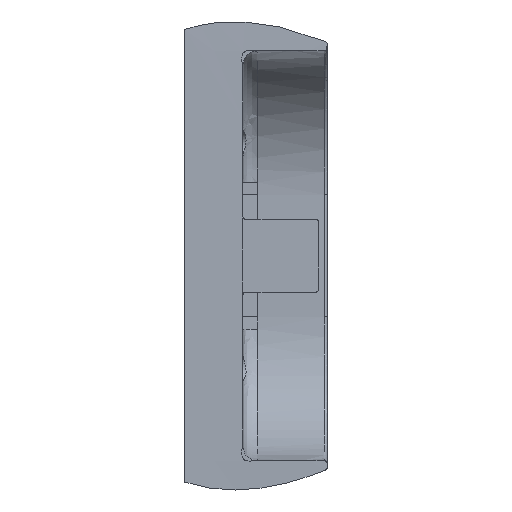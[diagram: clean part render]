
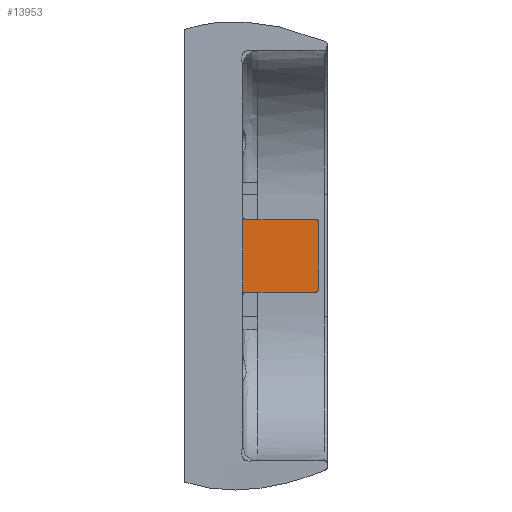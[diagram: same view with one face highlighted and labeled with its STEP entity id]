
A CAD part, front view. The second image highlights one B-rep face of the part: STEP entity #13953.
In plain terms, the highlighted planar face has unit normal (0, -1, 0).
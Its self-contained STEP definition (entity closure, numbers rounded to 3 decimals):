
#137 = ORIENTED_EDGE ( 'NONE', *, *, #5504, .T. ) ;
#192 = CARTESIAN_POINT ( 'NONE',  ( 20.008, 0., 13.373 ) ) ;
#265 = EDGE_CURVE ( 'NONE', #6387, #2679, #5251, .T. ) ;
#406 = CARTESIAN_POINT ( 'NONE',  ( 20., 0., -9.119 ) ) ;
#541 = DIRECTION ( 'NONE',  ( 0., 0., 1. ) ) ;
#625 = LINE ( 'NONE', #8420, #668 ) ;
#668 = VECTOR ( 'NONE', #13033, 1000. ) ;
#1750 = CARTESIAN_POINT ( 'NONE',  ( 20., 0., -2.357 ) ) ;
#1876 = CARTESIAN_POINT ( 'NONE',  ( 20., 0., 2.357 ) ) ;
#2026 = CIRCLE ( 'NONE', #15780, 1. ) ;
#2132 = CARTESIAN_POINT ( 'NONE',  ( 20., 0., 2.357 ) ) ;
#2246 = DIRECTION ( 'NONE',  ( 0., 0., 1. ) ) ;
#2290 = CARTESIAN_POINT ( 'NONE',  ( 21., 0., 13.5 ) ) ;
#2424 = CARTESIAN_POINT ( 'NONE',  ( 20., 0., 12.5 ) ) ;
#2488 = ORIENTED_EDGE ( 'NONE', *, *, #11464, .T. ) ;
#2514 = CARTESIAN_POINT ( 'NONE',  ( 20., 0., -2.35 ) ) ;
#2616 = CARTESIAN_POINT ( 'NONE',  ( 20.002, 0., 12.791 ) ) ;
#2679 = VERTEX_POINT ( 'NONE', #5487 ) ;
#2733 = AXIS2_PLACEMENT_3D ( 'NONE', #17440, #16578, #17811 ) ;
#3424 = DIRECTION ( 'NONE',  ( 0., 1., 0. ) ) ;
#3574 = CARTESIAN_POINT ( 'NONE',  ( 45., 0., 11.5 ) ) ;
#3636 = VERTEX_POINT ( 'NONE', #192 ) ;
#3964 = CARTESIAN_POINT ( 'NONE',  ( 20., 0., -13.167 ) ) ;
#4028 = CARTESIAN_POINT ( 'NONE',  ( 45., 0., -12.5 ) ) ;
#4159 = B_SPLINE_CURVE_WITH_KNOTS ( 'NONE', 3,
 ( #16067, #19345, #6552, #2132 ),
 .UNSPECIFIED., .F., .F.,
 ( 4, 4 ),
 ( 0., 1. ),
 .UNSPECIFIED. ) ;
#4438 = LINE ( 'NONE', #10681, #13351 ) ;
#4513 = EDGE_CURVE ( 'NONE', #15070, #3636, #15728, .T. ) ;
#4792 = DIRECTION ( 'NONE',  ( -1., 0., 0. ) ) ;
#4902 = B_SPLINE_CURVE_WITH_KNOTS ( 'NONE', 3,
 ( #18008, #19641, #3964, #14831 ),
 .UNSPECIFIED., .F., .F.,
 ( 4, 4 ),
 ( 0., 1. ),
 .UNSPECIFIED. ) ;
#5063 = DIRECTION ( 'NONE',  ( 0., 0., 1. ) ) ;
#5091 = CARTESIAN_POINT ( 'NONE',  ( 20., 0., 12.5 ) ) ;
#5219 = DIRECTION ( 'NONE',  ( 0., -1., 0. ) ) ;
#5251 = B_SPLINE_CURVE_WITH_KNOTS ( 'NONE', 3,
 ( #6700, #16229, #11396, #12944 ),
 .UNSPECIFIED., .F., .F.,
 ( 4, 4 ),
 ( 0., 1. ),
 .UNSPECIFIED. ) ;
#5446 = ORIENTED_EDGE ( 'NONE', *, *, #13188, .T. ) ;
#5487 = CARTESIAN_POINT ( 'NONE',  ( 20., 0., -2.357 ) ) ;
#5504 = EDGE_CURVE ( 'NONE', #13265, #7578, #11556, .T. ) ;
#5546 = ORIENTED_EDGE ( 'NONE', *, *, #6691, .T. ) ;
#5654 = CIRCLE ( 'NONE', #11188, 1. ) ;
#5981 = AXIS2_PLACEMENT_3D ( 'NONE', #12846, #11301, #541 ) ;
#6031 = ORIENTED_EDGE ( 'NONE', *, *, #11610, .T. ) ;
#6033 = EDGE_CURVE ( 'NONE', #16389, #10757, #17388, .T. ) ;
#6063 = CARTESIAN_POINT ( 'NONE',  ( 45., 0., -11.5 ) ) ;
#6387 = VERTEX_POINT ( 'NONE', #2514 ) ;
#6552 = CARTESIAN_POINT ( 'NONE',  ( 20., 0., 5.738 ) ) ;
#6691 = EDGE_CURVE ( 'NONE', #9463, #18444, #2026, .T. ) ;
#6700 = CARTESIAN_POINT ( 'NONE',  ( 20., 0., -2.35 ) ) ;
#7133 = AXIS2_PLACEMENT_3D ( 'NONE', #2290, #3424, #5063 ) ;
#7217 = ORIENTED_EDGE ( 'NONE', *, *, #10049, .T. ) ;
#7408 = CARTESIAN_POINT ( 'NONE',  ( 20., 0., -0.781 ) ) ;
#7578 = VERTEX_POINT ( 'NONE', #8178 ) ;
#7780 = CARTESIAN_POINT ( 'NONE',  ( 46., 0., 11.5 ) ) ;
#8009 = ORIENTED_EDGE ( 'NONE', *, *, #17154, .T. ) ;
#8178 = CARTESIAN_POINT ( 'NONE',  ( 21., 0., -12.5 ) ) ;
#8199 = CARTESIAN_POINT ( 'NONE',  ( 20., 0., -12.5 ) ) ;
#8317 = ORIENTED_EDGE ( 'NONE', *, *, #17754, .T. ) ;
#8420 = CARTESIAN_POINT ( 'NONE',  ( 46., 0., 11.5 ) ) ;
#9463 = VERTEX_POINT ( 'NONE', #4028 ) ;
#9826 = CARTESIAN_POINT ( 'NONE',  ( 20., 0., -5.738 ) ) ;
#10049 = EDGE_CURVE ( 'NONE', #7578, #9463, #4438, .T. ) ;
#10055 = EDGE_CURVE ( 'NONE', #10757, #3636, #15974, .T. ) ;
#10681 = CARTESIAN_POINT ( 'NONE',  ( 45., 0., -12.5 ) ) ;
#10722 = B_SPLINE_CURVE_WITH_KNOTS ( 'NONE', 3,
 ( #1750, #9826, #406, #8199 ),
 .UNSPECIFIED., .F., .F.,
 ( 4, 4 ),
 ( 0., 1. ),
 .UNSPECIFIED. ) ;
#10757 = VERTEX_POINT ( 'NONE', #16823 ) ;
#10789 = ORIENTED_EDGE ( 'NONE', *, *, #12311, .T. ) ;
#11089 = ORIENTED_EDGE ( 'NONE', *, *, #6033, .T. ) ;
#11188 = AXIS2_PLACEMENT_3D ( 'NONE', #3574, #5219, #2246 ) ;
#11237 = B_SPLINE_CURVE_WITH_KNOTS ( 'NONE', 3,
 ( #17881, #12025, #7408, #19716 ),
 .UNSPECIFIED., .F., .F.,
 ( 4, 4 ),
 ( 0., 1. ),
 .UNSPECIFIED. ) ;
#11278 = ORIENTED_EDGE ( 'NONE', *, *, #265, .T. ) ;
#11301 = DIRECTION ( 'NONE',  ( 0., 1., 0. ) ) ;
#11396 = CARTESIAN_POINT ( 'NONE',  ( 20., 0., -2.355 ) ) ;
#11399 = PLANE ( 'NONE',  #5981 ) ;
#11455 = VERTEX_POINT ( 'NONE', #17705 ) ;
#11464 = EDGE_CURVE ( 'NONE', #15070, #19752, #4159, .T. ) ;
#11556 = CIRCLE ( 'NONE', #2733, 1. ) ;
#11610 = EDGE_CURVE ( 'NONE', #11455, #13265, #4902, .T. ) ;
#12025 = CARTESIAN_POINT ( 'NONE',  ( 20., 0., 0.788 ) ) ;
#12073 = CARTESIAN_POINT ( 'NONE',  ( 46., 0., -11.5 ) ) ;
#12291 = DIRECTION ( 'NONE',  ( 0., 0., 1. ) ) ;
#12311 = EDGE_CURVE ( 'NONE', #19752, #6387, #11237, .T. ) ;
#12639 = FACE_OUTER_BOUND ( 'NONE', #19072, .T. ) ;
#12846 = CARTESIAN_POINT ( 'NONE',  ( 45., 0., -11.5 ) ) ;
#12944 = CARTESIAN_POINT ( 'NONE',  ( 20., 0., -2.357 ) ) ;
#13033 = DIRECTION ( 'NONE',  ( 0., 0., 1. ) ) ;
#13079 = ORIENTED_EDGE ( 'NONE', *, *, #4513, .F. ) ;
#13145 = DIRECTION ( 'NONE',  ( 1., 0., 0. ) ) ;
#13188 = EDGE_CURVE ( 'NONE', #16645, #16389, #5654, .T. ) ;
#13265 = VERTEX_POINT ( 'NONE', #16277 ) ;
#13351 = VECTOR ( 'NONE', #13145, 1000. ) ;
#13427 = CARTESIAN_POINT ( 'NONE',  ( 45., 0., 12.5 ) ) ;
#13771 = CARTESIAN_POINT ( 'NONE',  ( 20.005, 0., 13.082 ) ) ;
#13953 = ADVANCED_FACE ( 'NONE', ( #12639 ), #11399, .F. ) ;
#14831 = CARTESIAN_POINT ( 'NONE',  ( 20., 0., -13.5 ) ) ;
#15070 = VERTEX_POINT ( 'NONE', #2424 ) ;
#15303 = CARTESIAN_POINT ( 'NONE',  ( 20.008, 0., 13.373 ) ) ;
#15728 = B_SPLINE_CURVE_WITH_KNOTS ( 'NONE', 3,
 ( #16550, #2616, #13771, #15303 ),
 .UNSPECIFIED., .F., .F.,
 ( 4, 4 ),
 ( 0., 0.001 ),
 .UNSPECIFIED. ) ;
#15780 = AXIS2_PLACEMENT_3D ( 'NONE', #6063, #16912, #12291 ) ;
#15929 = ORIENTED_EDGE ( 'NONE', *, *, #10055, .T. ) ;
#15974 = CIRCLE ( 'NONE', #7133, 1. ) ;
#16067 = CARTESIAN_POINT ( 'NONE',  ( 20., 0., 12.5 ) ) ;
#16229 = CARTESIAN_POINT ( 'NONE',  ( 20., 0., -2.353 ) ) ;
#16277 = CARTESIAN_POINT ( 'NONE',  ( 20., 0., -13.5 ) ) ;
#16389 = VERTEX_POINT ( 'NONE', #13427 ) ;
#16550 = CARTESIAN_POINT ( 'NONE',  ( 20., 0., 12.5 ) ) ;
#16578 = DIRECTION ( 'NONE',  ( 0., 1., 0. ) ) ;
#16645 = VERTEX_POINT ( 'NONE', #7780 ) ;
#16784 = VECTOR ( 'NONE', #4792, 1000. ) ;
#16823 = CARTESIAN_POINT ( 'NONE',  ( 21., 0., 12.5 ) ) ;
#16912 = DIRECTION ( 'NONE',  ( 0., -1., 0. ) ) ;
#17154 = EDGE_CURVE ( 'NONE', #18444, #16645, #625, .T. ) ;
#17388 = LINE ( 'NONE', #5091, #16784 ) ;
#17440 = CARTESIAN_POINT ( 'NONE',  ( 21., 0., -13.5 ) ) ;
#17705 = CARTESIAN_POINT ( 'NONE',  ( 20., 0., -12.5 ) ) ;
#17754 = EDGE_CURVE ( 'NONE', #2679, #11455, #10722, .T. ) ;
#17811 = DIRECTION ( 'NONE',  ( 0., 0., 1. ) ) ;
#17881 = CARTESIAN_POINT ( 'NONE',  ( 20., 0., 2.357 ) ) ;
#18008 = CARTESIAN_POINT ( 'NONE',  ( 20., 0., -12.5 ) ) ;
#18444 = VERTEX_POINT ( 'NONE', #12073 ) ;
#19072 = EDGE_LOOP ( 'NONE', ( #2488, #10789, #11278, #8317, #6031, #137, #7217, #5546, #8009, #5446, #11089, #15929, #13079 ) ) ;
#19345 = CARTESIAN_POINT ( 'NONE',  ( 20., 0., 9.119 ) ) ;
#19641 = CARTESIAN_POINT ( 'NONE',  ( 20., 0., -12.833 ) ) ;
#19716 = CARTESIAN_POINT ( 'NONE',  ( 20., 0., -2.35 ) ) ;
#19752 = VERTEX_POINT ( 'NONE', #1876 ) ;
